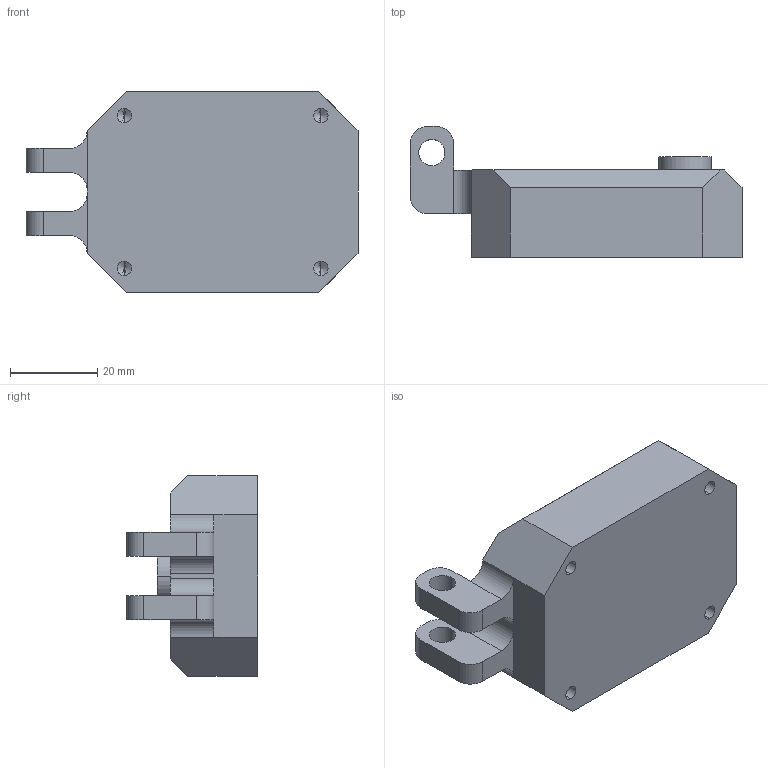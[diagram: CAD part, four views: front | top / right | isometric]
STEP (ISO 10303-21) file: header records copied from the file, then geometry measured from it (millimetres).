
FILE_DESCRIPTION (( 'STEP AP203' ), '1' );
FILE_NAME ('PerchV2.1_USI_01.STEP', '2020-09-21T15:39:55', ( '' ), ( '' ), 'SwSTEP 2.0', 'SolidWorks 2016', '' );
FILE_SCHEMA (( 'CONFIG_CONTROL_DESIGN' ));
Length unit declared in the file: millimetre
Products named in the file (1): PerchV2.1_USI_01
Bounding box: 76 x 30 x 46 mm (x, y, z)
Volume: 44581.5 mm3; surface area: 12583.7 mm2
Topology: 1 solids, 1 shells, 67 faces, 171 edges, 103 vertices
Faces by surface type: cylinder 28, plane 27, cone 10, torus 2
Entity records: 2036 total; most frequent: DIRECTION 357, CARTESIAN_POINT 332, ORIENTED_EDGE 322, EDGE_CURVE 161, AXIS2_PLACEMENT_3D 128, VERTEX_POINT 103, VECTOR 101, LINE 101
